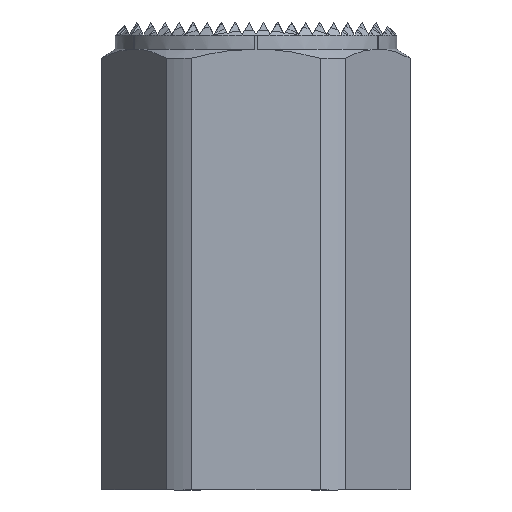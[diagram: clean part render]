
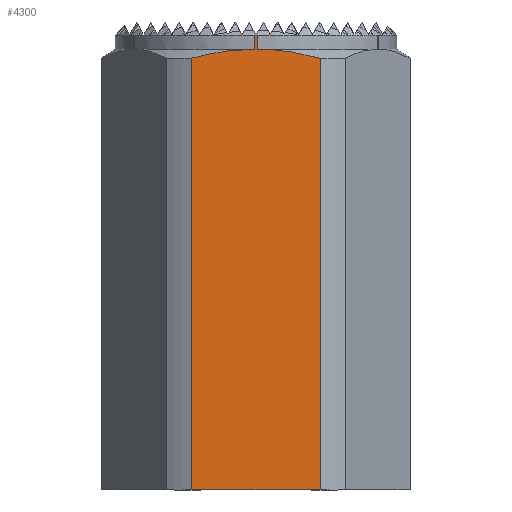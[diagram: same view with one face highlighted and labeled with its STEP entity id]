
A CAD part, left-side view. The second image highlights one B-rep face of the part: STEP entity #4300.
In plain terms, the highlighted planar face has unit normal (-1, 0, 0).
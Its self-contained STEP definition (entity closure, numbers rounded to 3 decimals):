
#4300=ADVANCED_FACE('',(#8636),#8637,.T.);
#8636=FACE_OUTER_BOUND('',#13004,.T.);
#8637=PLANE('',#13005);
#13004=EDGE_LOOP('',(#23265,#23266,#23267,#23268,#23269,#23270,#23271,#23272,#23273,#23274,#23275));
#13005=AXIS2_PLACEMENT_3D('',#23276,#23277,#23278);
#23265=ORIENTED_EDGE('',*,*,#23764,.F.);
#23266=ORIENTED_EDGE('',*,*,#27425,.T.);
#23267=ORIENTED_EDGE('',*,*,#27426,.F.);
#23268=ORIENTED_EDGE('',*,*,#26183,.F.);
#23269=ORIENTED_EDGE('',*,*,#27155,.T.);
#23270=ORIENTED_EDGE('',*,*,#27395,.T.);
#23271=ORIENTED_EDGE('',*,*,#27427,.F.);
#23272=ORIENTED_EDGE('',*,*,#27428,.F.);
#23273=ORIENTED_EDGE('',*,*,#27429,.T.);
#23274=ORIENTED_EDGE('',*,*,#23737,.F.);
#23275=ORIENTED_EDGE('',*,*,#23784,.F.);
#23276=CARTESIAN_POINT('',(-15.,-8.66,0.));
#23277=DIRECTION('',(-1.0,0.0,0.));
#23278=DIRECTION('',(0.,0.0,1.0));
#23737=EDGE_CURVE('',#27597,#27598,#27599,.T.);
#23764=EDGE_CURVE('',#27643,#27645,#27646,.T.);
#23784=EDGE_CURVE('',#27645,#27597,#27672,.T.);
#26183=EDGE_CURVE('',#30879,#30881,#30882,.T.);
#27155=EDGE_CURVE('',#30879,#31883,#31885,.T.);
#27395=EDGE_CURVE('',#31883,#32128,#32130,.T.);
#27425=EDGE_CURVE('',#27643,#32163,#32164,.T.);
#27426=EDGE_CURVE('',#30881,#32163,#32165,.T.);
#27427=EDGE_CURVE('',#32166,#32128,#32167,.T.);
#27428=EDGE_CURVE('',#32168,#32166,#32169,.T.);
#27429=EDGE_CURVE('',#32168,#27598,#32170,.T.);
#27597=VERTEX_POINT('',#32407);
#27598=VERTEX_POINT('',#32408);
#27599=LINE('',#32409,#32410);
#27643=VERTEX_POINT('',#32464);
#27645=VERTEX_POINT('',#32466);
#27646=LINE('',#32467,#32468);
#27672=LINE('',#32553,#32554);
#30879=VERTEX_POINT('',#38626);
#30881=VERTEX_POINT('',#38637);
#30882=(B_SPLINE_CURVE(2,(#38639,#38640,#38641),.UNSPECIFIED.,.F.,.F.)B_SPLINE_CURVE_WITH_KNOTS((3,3),(0.115,0.23),.UNSPECIFIED.)RATIONAL_B_SPLINE_CURVE((1.,1.,1.0))BOUNDED_CURVE()REPRESENTATION_ITEM('')GEOMETRIC_REPRESENTATION_ITEM()CURVE());
#31883=VERTEX_POINT('',#40863);
#31885=LINE('',#40866,#40867);
#32128=VERTEX_POINT('',#41324);
#32130=LINE('',#41335,#41336);
#32163=VERTEX_POINT('',#41480);
#32164=(B_SPLINE_CURVE(2,(#41482,#41483,#41484),.UNSPECIFIED.,.F.,.F.)B_SPLINE_CURVE_WITH_KNOTS((3,3),(0.0,8.702),.UNSPECIFIED.)RATIONAL_B_SPLINE_CURVE((1.0,1.037,1.0))BOUNDED_CURVE()REPRESENTATION_ITEM('')GEOMETRIC_REPRESENTATION_ITEM()CURVE());
#32165=LINE('',#41491,#41492);
#32166=VERTEX_POINT('',#41493);
#32167=(B_SPLINE_CURVE(2,(#41495,#41496,#41497),.UNSPECIFIED.,.F.,.F.)B_SPLINE_CURVE_WITH_KNOTS((3,3),(0.0,0.115),.UNSPECIFIED.)RATIONAL_B_SPLINE_CURVE((1.0,1.,1.))BOUNDED_CURVE()REPRESENTATION_ITEM('')GEOMETRIC_REPRESENTATION_ITEM()CURVE());
#32168=VERTEX_POINT('',#41504);
#32169=LINE('',#41505,#41506);
#32170=(B_SPLINE_CURVE(2,(#41508,#41509,#41510),.UNSPECIFIED.,.F.,.F.)B_SPLINE_CURVE_WITH_KNOTS((3,3),(0.0,8.702),.UNSPECIFIED.)RATIONAL_B_SPLINE_CURVE((1.0,1.037,1.0))BOUNDED_CURVE()REPRESENTATION_ITEM('')GEOMETRIC_REPRESENTATION_ITEM()CURVE());
#32407=CARTESIAN_POINT('',(-15.,6.875,0.0));
#32408=CARTESIAN_POINT('',(-15.,6.875,46.03));
#32409=CARTESIAN_POINT('',(-15.,6.875,24.25));
#32410=VECTOR('',#41703,1.0);
#32464=CARTESIAN_POINT('',(-15.,-6.875,46.03));
#32466=CARTESIAN_POINT('',(-15.,-6.875,0.0));
#32467=CARTESIAN_POINT('',(-15.,-6.875,24.25));
#32468=VECTOR('',#41747,1.0);
#32553=CARTESIAN_POINT('',(-15.,-8.66,0.));
#32554=VECTOR('',#41762,1.0);
#38626=CARTESIAN_POINT('',(-15.,0.,48.5));
#38637=CARTESIAN_POINT('',(-15.,-0.115,48.5));
#38639=CARTESIAN_POINT('',(-15.,0.,48.5));
#38640=CARTESIAN_POINT('',(-15.,-0.058,48.5));
#38641=CARTESIAN_POINT('',(-15.,-0.115,48.5));
#40863=CARTESIAN_POINT('',(-15.,0.,48.5));
#40866=CARTESIAN_POINT('',(-15.,8.985,32.937));
#40867=VECTOR('',#43744,1.0);
#41324=CARTESIAN_POINT('',(-15.,0.,48.5));
#41335=CARTESIAN_POINT('',(-15.,-10.566,27.368));
#41336=VECTOR('',#43818,1.0);
#41480=CARTESIAN_POINT('',(-15.,-0.115,47.0));
#41482=CARTESIAN_POINT('',(-15.,-8.66,45.5));
#41483=CARTESIAN_POINT('',(-15.,-4.081,46.98));
#41484=CARTESIAN_POINT('',(-15.,-0.115,47.0));
#41491=CARTESIAN_POINT('',(-15.,-0.115,47.75));
#41492=VECTOR('',#43822,1.0);
#41493=CARTESIAN_POINT('',(-15.,0.115,48.5));
#41495=CARTESIAN_POINT('',(-15.,0.115,48.5));
#41496=CARTESIAN_POINT('',(-15.,0.058,48.5));
#41497=CARTESIAN_POINT('',(-15.,0.,48.5));
#41504=CARTESIAN_POINT('',(-15.,0.115,47.0));
#41505=CARTESIAN_POINT('',(-15.,0.115,47.75));
#41506=VECTOR('',#43823,1.0);
#41508=CARTESIAN_POINT('',(-15.,0.115,47.0));
#41509=CARTESIAN_POINT('',(-15.,4.081,46.98));
#41510=CARTESIAN_POINT('',(-15.,8.66,45.5));
#41703=DIRECTION('',(0.0,0.0,1.0));
#41747=DIRECTION('',(-0.0,-0.0,-1.0));
#41762=DIRECTION('',(0.,1.0,0.));
#43744=DIRECTION('',(0.,0.5,-0.866));
#43818=DIRECTION('',(0.,0.447,0.894));
#43822=DIRECTION('',(0.,0.,-1.0));
#43823=DIRECTION('',(0.,0.,1.0));
